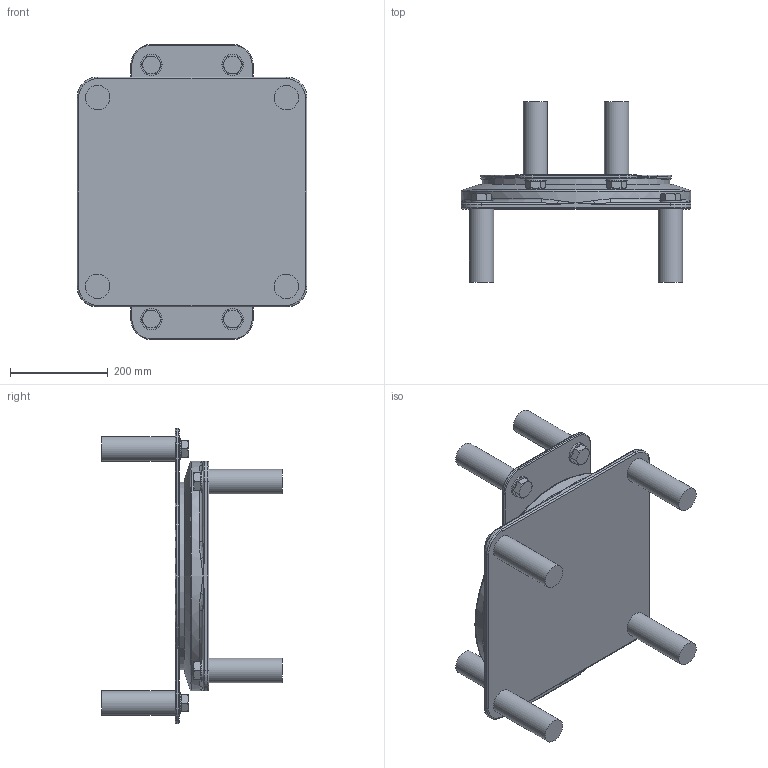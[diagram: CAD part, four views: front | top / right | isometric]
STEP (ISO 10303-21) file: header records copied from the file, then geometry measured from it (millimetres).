
FILE_DESCRIPTION(/* description */ (''),/* implementation_level */ '2;1');
FILE_NAME(/* name */ 'Tobe FR-4 40 F, STANDARD LAGER FORENKLET.stp',/* time_stamp */ '2024-03-19T10:16:39+01:00',/* author */ ('Kristian'),/* organization */ (''),/* preprocessor_version */ 'ST-DEVELOPER v19.2',/* originating_system */ 'Autodesk Inventor 2024',/* authorisation */ '');
FILE_SCHEMA (('AUTOMOTIVE_DESIGN { 1 0 10303 214 3 1 1 }'));
Length unit declared in the file: millimetre
Products named in the file (1): Tobe FR-4 40 F, STANDARD LAGER FORENKLET
Bounding box: 470 x 369 x 604 mm (x, y, z)
Volume: 14125225.4 mm3; surface area: 881276.9 mm2
Topology: 1 solids, 17 shells, 368 faces, 759 edges, 443 vertices
Faces by surface type: plane 130, cylinder 100, cone 89, torus 25, bspline 24
Full cylindrical faces by diameter (mm): 20.752 x8, 22.376 x8, 24 x8, 25 x16, 33.2 x8, 44 x8, 50 x8, 384 x1, 470 x1
Entity records: 10748 total; most frequent: CARTESIAN_POINT 2871, DIRECTION 1601, ORIENTED_EDGE 1470, EDGE_CURVE 735, AXIS2_PLACEMENT_3D 665, VERTEX_POINT 443, EDGE_LOOP 426, STYLED_ITEM 369
